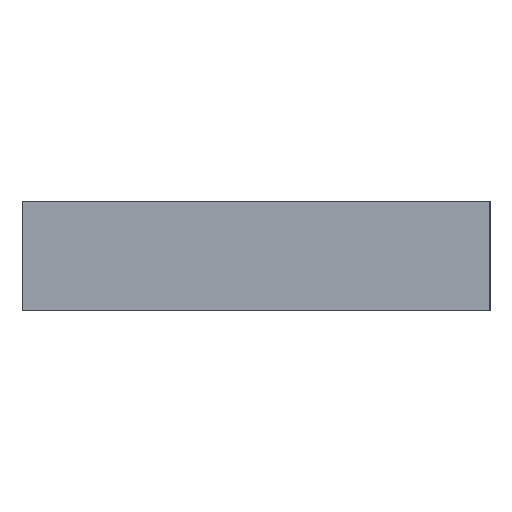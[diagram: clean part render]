
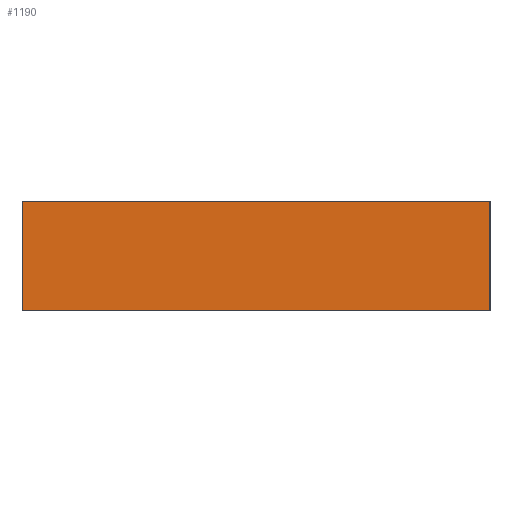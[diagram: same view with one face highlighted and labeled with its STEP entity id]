
A CAD part, left-side view. The second image highlights one B-rep face of the part: STEP entity #1190.
In plain terms, the highlighted planar face has unit normal (-1, 0, 0).
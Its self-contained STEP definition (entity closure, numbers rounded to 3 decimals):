
#48 = VECTOR ( 'NONE', #1295, 1000. ) ;
#161 = VERTEX_POINT ( 'NONE', #1553 ) ;
#290 = CARTESIAN_POINT ( 'NONE',  ( -1250., -750., 0. ) ) ;
#513 = DIRECTION ( 'NONE',  ( 0., 0., 1. ) ) ;
#574 = EDGE_CURVE ( 'NONE', #613, #706, #1861, .T. ) ;
#608 = ORIENTED_EDGE ( 'NONE', *, *, #1668, .F. ) ;
#613 = VERTEX_POINT ( 'NONE', #1329 ) ;
#648 = VECTOR ( 'NONE', #2509, 1000. ) ;
#706 = VERTEX_POINT ( 'NONE', #1549 ) ;
#815 = CARTESIAN_POINT ( 'NONE',  ( -1250., -750., 0. ) ) ;
#956 = PLANE ( 'NONE',  #2582 ) ;
#1032 = LINE ( 'NONE', #815, #1426 ) ;
#1190 = ADVANCED_FACE ( 'NONE', ( #1340 ), #956, .T. ) ;
#1218 = DIRECTION ( 'NONE',  ( 0., 1., 0. ) ) ;
#1295 = DIRECTION ( 'NONE',  ( 0., 0., 1. ) ) ;
#1329 = CARTESIAN_POINT ( 'NONE',  ( -1250., -750., 0. ) ) ;
#1334 = CARTESIAN_POINT ( 'NONE',  ( -1250., 750., 350. ) ) ;
#1340 = FACE_OUTER_BOUND ( 'NONE', #1920, .T. ) ;
#1345 = EDGE_CURVE ( 'NONE', #1760, #706, #2182, .T. ) ;
#1426 = VECTOR ( 'NONE', #1218, 1000. ) ;
#1507 = CARTESIAN_POINT ( 'NONE',  ( -1250., 750., 350. ) ) ;
#1549 = CARTESIAN_POINT ( 'NONE',  ( -1250., -750., 350. ) ) ;
#1553 = CARTESIAN_POINT ( 'NONE',  ( -1250., 750., 0. ) ) ;
#1668 = EDGE_CURVE ( 'NONE', #613, #161, #1032, .T. ) ;
#1760 = VERTEX_POINT ( 'NONE', #1334 ) ;
#1783 = EDGE_CURVE ( 'NONE', #161, #1760, #2524, .T. ) ;
#1861 = LINE ( 'NONE', #290, #48 ) ;
#1920 = EDGE_LOOP ( 'NONE', ( #608, #2593, #2121, #2351 ) ) ;
#1956 = CARTESIAN_POINT ( 'NONE',  ( -1250., 750., 0. ) ) ;
#1958 = VECTOR ( 'NONE', #513, 1000. ) ;
#2121 = ORIENTED_EDGE ( 'NONE', *, *, #1345, .F. ) ;
#2182 = LINE ( 'NONE', #1507, #648 ) ;
#2186 = DIRECTION ( 'NONE',  ( 0., -1., 0. ) ) ;
#2351 = ORIENTED_EDGE ( 'NONE', *, *, #1783, .F. ) ;
#2377 = DIRECTION ( 'NONE',  ( -1., 0., 0. ) ) ;
#2384 = CARTESIAN_POINT ( 'NONE',  ( -1250., 750., 0. ) ) ;
#2509 = DIRECTION ( 'NONE',  ( 0., -1., 0. ) ) ;
#2524 = LINE ( 'NONE', #1956, #1958 ) ;
#2582 = AXIS2_PLACEMENT_3D ( 'NONE', #2384, #2377, #2186 ) ;
#2593 = ORIENTED_EDGE ( 'NONE', *, *, #574, .T. ) ;
